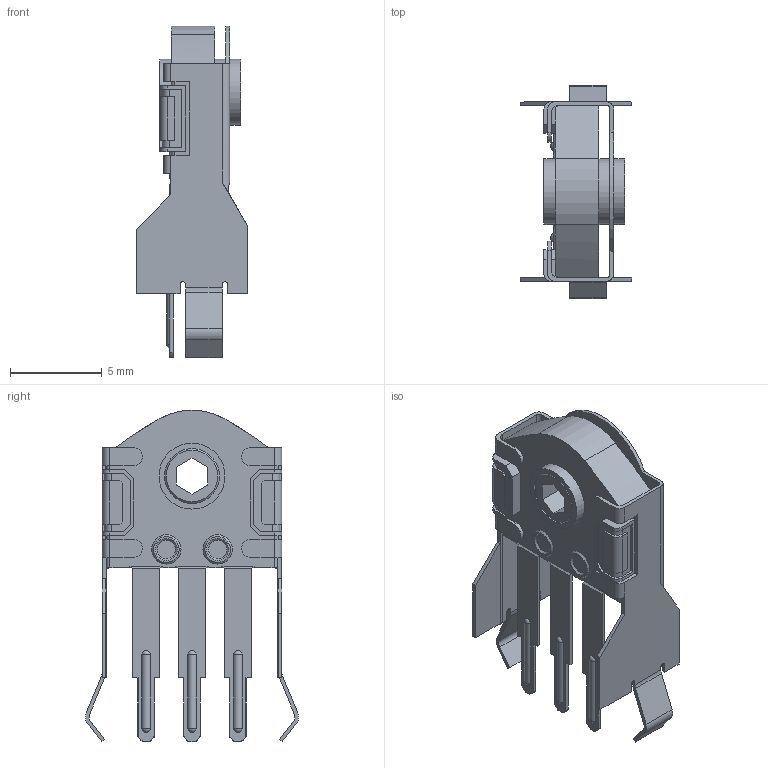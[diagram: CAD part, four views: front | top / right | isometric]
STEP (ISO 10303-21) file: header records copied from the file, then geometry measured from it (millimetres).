
FILE_DESCRIPTION(/* description */ (''),/* implementation_level */ '2;1');
FILE_NAME(/* name */ 'mouse encoder h11.step',/* time_stamp */ '2024-03-14T02:53:14+08:00',/* author */ (''),/* organization */ (''),/* preprocessor_version */ 'ST-DEVELOPER v20',/* originating_system */ 'Autodesk Translation Framework v12.20.1.177',/* authorisation */ '');
FILE_SCHEMA (('AUTOMOTIVE_DESIGN { 1 0 10303 214 3 1 1 }'));
Length unit declared in the file: millimetre
Products named in the file (1): Fusion 零部件
Bounding box: 6.1 x 11.63 x 18.1 mm (x, y, z)
Volume: 219.7 mm3; surface area: 764.9 mm2
Topology: 1 solids, 1 shells, 235 faces, 647 edges, 427 vertices
Faces by surface type: plane 153, cylinder 62, cone 8, bspline 6, sphere 6
Full cylindrical faces by diameter (mm): 3 x2, 3.6 x3
Entity records: 8239 total; most frequent: CARTESIAN_POINT 2154, ORIENTED_EDGE 1294, DIRECTION 1214, EDGE_CURVE 647, LINE 484, VECTOR 484, VERTEX_POINT 427, AXIS2_PLACEMENT_3D 365
